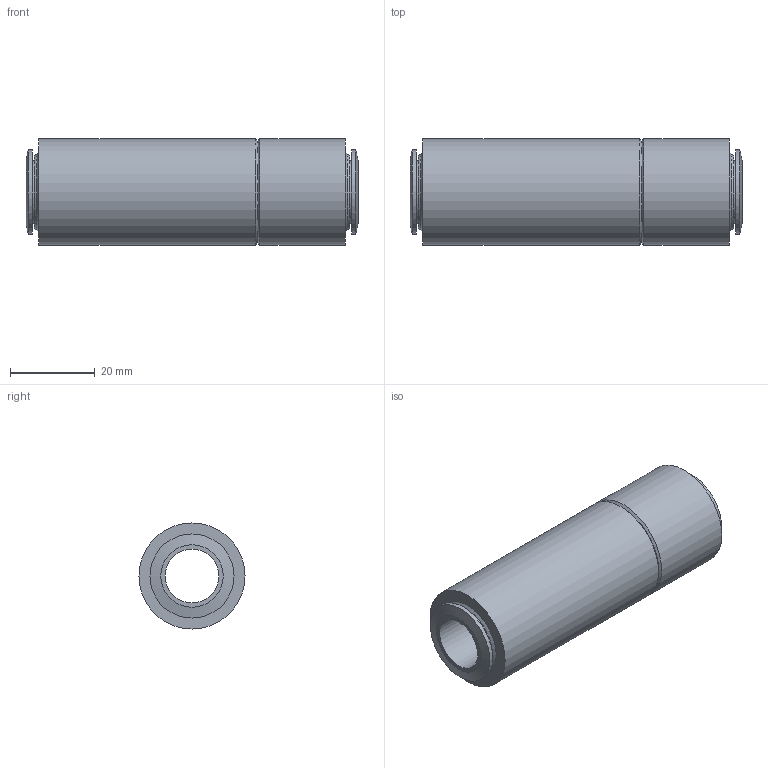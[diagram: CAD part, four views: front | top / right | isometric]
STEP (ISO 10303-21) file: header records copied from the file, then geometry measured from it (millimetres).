
FILE_DESCRIPTION(/* description */ ('STEP AP214'),/* implementation_level */ '2;1');
FILE_NAME(/* name */ '190846_H-QS-1_2-U',/* time_stamp */ '2024-08-29T11:23:50+02:00',/* author */ ('License CC BY-ND 4.0'),/* organization */ ('CADENAS'),/* preprocessor_version */ 'ST-DEVELOPER v19.3',/* originating_system */ 'PARTsolutions',/* authorisation */ ' ');
FILE_SCHEMA (('AUTOMOTIVE_DESIGN {1 0 10303 214 3 1 1}'));
Length unit declared in the file: millimetre
Products named in the file (1): 190846 H-QS-1/2-U
Bounding box: 78.2 x 25 x 25 mm (x, y, z)
Volume: 27039.2 mm3; surface area: 10334.4 mm2
Topology: 1 solids, 1 shells, 23 faces, 38 edges, 23 vertices
Faces by surface type: plane 8, cone 8, cylinder 7
Full cylindrical faces by diameter (mm): 12.7 x1, 14.7 x2, 19.8 x2, 25 x2
Entity records: 498 total; most frequent: DIRECTION 94, CARTESIAN_POINT 70, AXIS2_PLACEMENT_3D 47, ORIENTED_EDGE 46, EDGE_LOOP 46, FACE_BOUND 46, EDGE_CURVE 23, VERTEX_POINT 23
